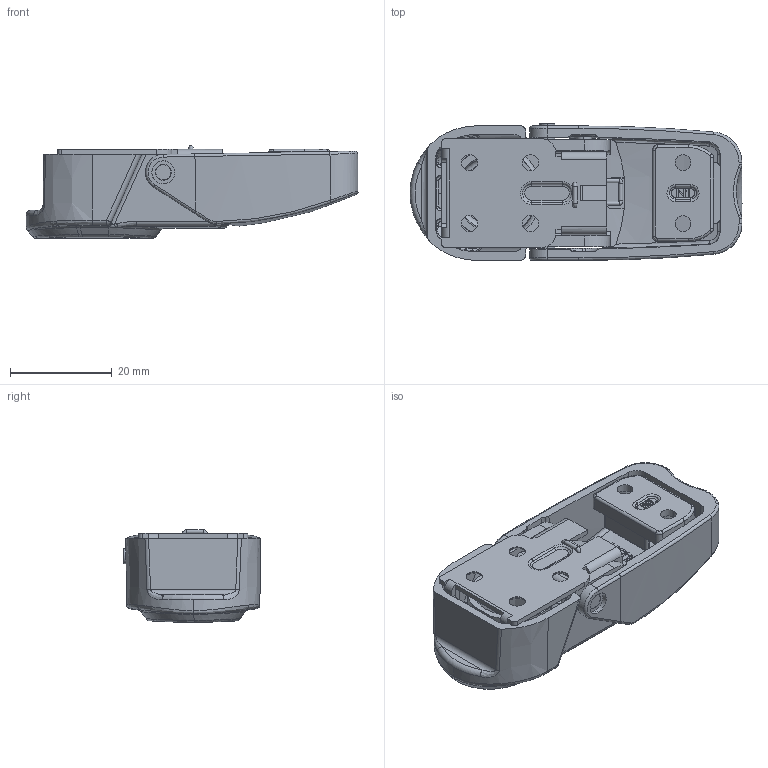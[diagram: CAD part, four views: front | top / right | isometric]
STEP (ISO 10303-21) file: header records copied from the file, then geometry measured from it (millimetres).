
FILE_DESCRIPTION (( 'STEP AP214' ), '1' );
FILE_NAME ('3732 Clasp Latch Chrome Non-Locking 65mm.STEP', '2026-01-16T02:20:09', ( '' ), ( '' ), 'SwSTEP 2.0', 'SolidWorks 2025', '' );
FILE_SCHEMA (( 'AUTOMOTIVE_DESIGN' ));
Length unit declared in the file: millimetre
Products named in the file (1): 3732 Clasp Latch Chrome Non-Locking 65mm
Bounding box: 65.33 x 26.95 x 18.24 mm (x, y, z)
Volume: 10297.5 mm3; surface area: 12341.2 mm2
Topology: 3 solids, 3 shells, 826 faces, 2131 edges, 1316 vertices
Faces by surface type: cylinder 244, bspline 237, plane 202, torus 76, cone 42, sphere 25
Entity records: 40430 total; most frequent: CARTESIAN_POINT 23097, ORIENTED_EDGE 4242, DIRECTION 2698, EDGE_CURVE 2121, VERTEX_POINT 1312, AXIS2_PLACEMENT_3D 1050, B_SPLINE_CURVE_WITH_KNOTS 949, EDGE_LOOP 879
